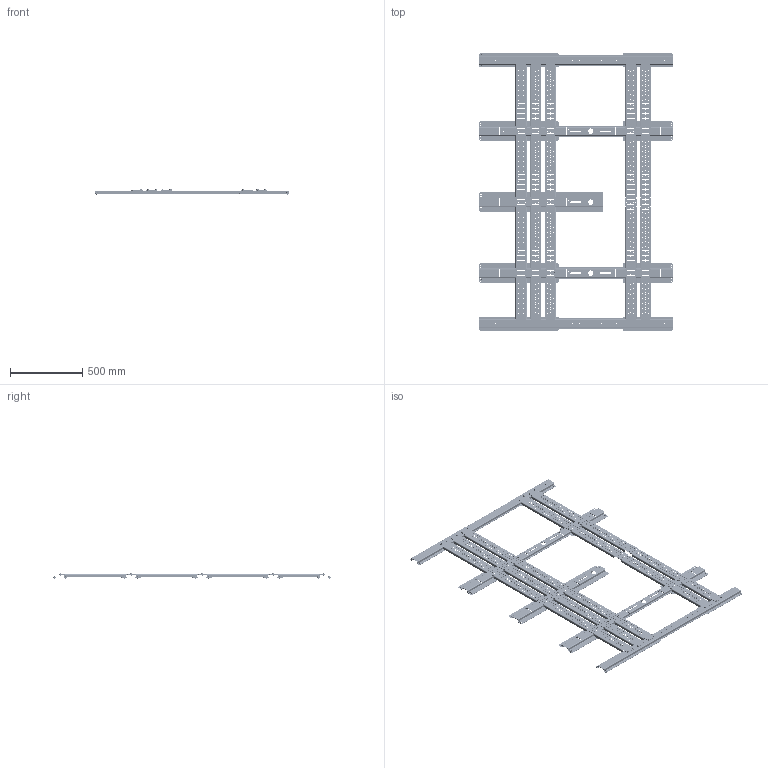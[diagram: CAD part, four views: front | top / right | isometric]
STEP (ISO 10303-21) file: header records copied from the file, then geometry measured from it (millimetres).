
FILE_DESCRIPTION(/* description */ (''),/* implementation_level */ '2;1');
FILE_NAME(/* name */ 'OFF_55W_step_31034713008a148_asm.stp_x_t.stp',/* time_stamp */ '2024-02-22T13:07:22+06:00',/* author */ (''),/* organization */ (''),/* preprocessor_version */ 'ST-DEVELOPER v16.7',/* originating_system */ 'SIEMENS PLM Software NX 12.0',/* authorisation */ '');
FILE_SCHEMA (('AUTOMOTIVE_DESIGN { 1 0 10303 214 3 1 1 1 }'));
Products named in the file (1): 4090597895848ye2
Bounding box: 1343.91 x 1927.66 x 36.96 mm (x, y, z)
Volume: 4311018.8 mm3; surface area: 3598576 mm2
Topology: 1 solids, 33 shells, 4833 faces, 13381 edges, 8676 vertices
Faces by surface type: plane 2634, cylinder 1999, cone 150, torus 50
Full cylindrical faces by diameter (mm): 5.613 x1007, 6.477 x82, 6.756 x50, 13.208 x50
Entity records: 152248 total; most frequent: CARTESIAN_POINT 26644, DIRECTION 25724, ORIENTED_EDGE 23756, EDGE_CURVE 11878, AXIS2_PLACEMENT_3D 9252, EDGE_LOOP 8838, VERTEX_POINT 8454, LINE 7220
